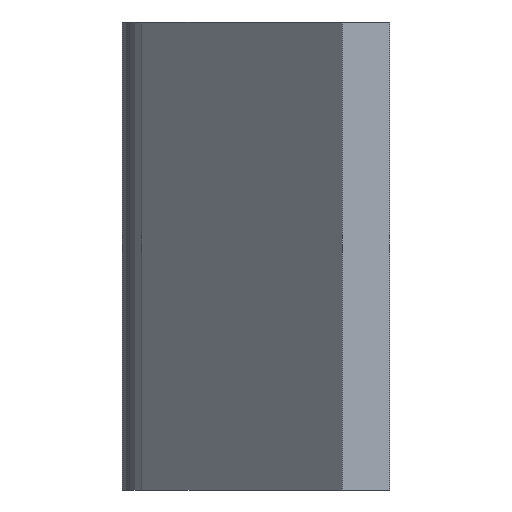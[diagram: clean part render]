
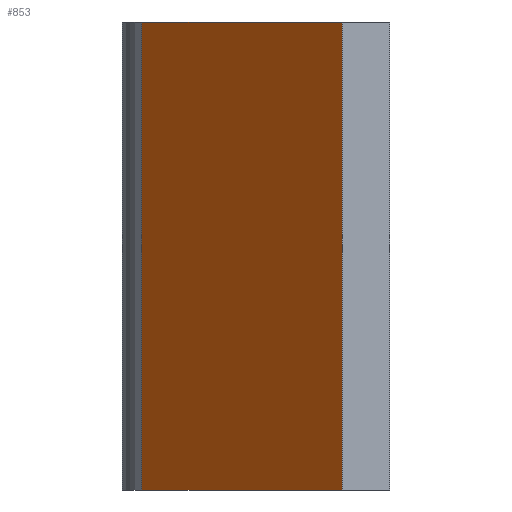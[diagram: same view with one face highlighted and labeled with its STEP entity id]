
A CAD part, left-side view. The second image highlights one B-rep face of the part: STEP entity #853.
In plain terms, the highlighted planar face has unit normal (-0.707, 0.707, 0).
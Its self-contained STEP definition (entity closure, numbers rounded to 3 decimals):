
#87=FACE_OUTER_BOUND('',#132,.T.);
#132=EDGE_LOOP('',(#721,#722,#723,#724));
#228=LINE('',#1392,#328);
#233=LINE('',#1402,#333);
#234=LINE('',#1405,#334);
#235=LINE('',#1406,#335);
#328=VECTOR('',#1144,10.);
#333=VECTOR('',#1153,10.);
#334=VECTOR('',#1156,10.);
#335=VECTOR('',#1157,10.);
#414=VERTEX_POINT('',#1389);
#415=VERTEX_POINT('',#1391);
#418=VERTEX_POINT('',#1400);
#419=VERTEX_POINT('',#1404);
#527=EDGE_CURVE('',#415,#414,#228,.T.);
#533=EDGE_CURVE('',#418,#414,#233,.T.);
#534=EDGE_CURVE('',#418,#419,#234,.T.);
#535=EDGE_CURVE('',#419,#415,#235,.T.);
#721=ORIENTED_EDGE('',*,*,#533,.F.);
#722=ORIENTED_EDGE('',*,*,#534,.T.);
#723=ORIENTED_EDGE('',*,*,#535,.T.);
#724=ORIENTED_EDGE('',*,*,#527,.T.);
#809=PLANE('',#937);
#853=ADVANCED_FACE('',(#87),#809,.T.);
#937=AXIS2_PLACEMENT_3D('',#1403,#1154,#1155);
#1144=DIRECTION('',(0.707,0.707,0.));
#1153=DIRECTION('',(0.,0.,1.));
#1154=DIRECTION('center_axis',(-0.707,0.707,0.));
#1155=DIRECTION('ref_axis',(0.,0.,1.));
#1156=DIRECTION('',(-0.707,-0.707,0.));
#1157=DIRECTION('',(0.,0.,1.));
#1389=CARTESIAN_POINT('',(-12.829,20.132,35.));
#1391=CARTESIAN_POINT('',(-27.829,5.132,35.));
#1392=CARTESIAN_POINT('',(-11.365,21.596,35.));
#1400=CARTESIAN_POINT('',(-12.829,20.132,0.));
#1402=CARTESIAN_POINT('',(-12.829,20.132,0.));
#1403=CARTESIAN_POINT('Origin',(-27.829,5.132,0.));
#1404=CARTESIAN_POINT('',(-27.829,5.132,0.));
#1405=CARTESIAN_POINT('',(-11.365,21.596,0.));
#1406=CARTESIAN_POINT('',(-27.829,5.132,0.));
